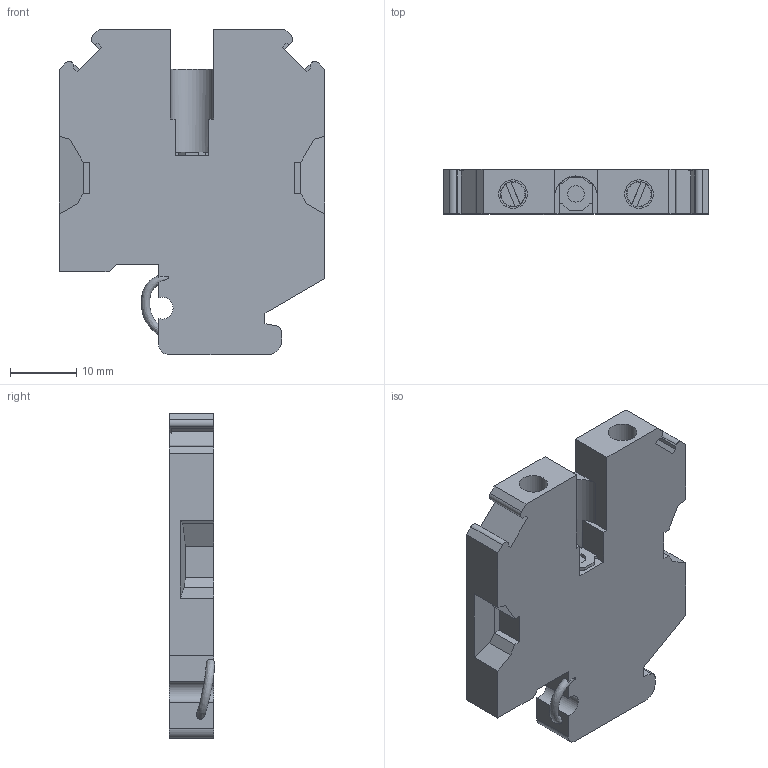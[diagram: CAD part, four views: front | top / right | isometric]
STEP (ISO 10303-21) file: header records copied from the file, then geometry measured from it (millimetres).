
FILE_DESCRIPTION(/* description */ ('Unknown'),/* implementation_level */ '2;1');
FILE_NAME(/* name */ 'CUT4_3D_SOLID',/* time_stamp */ '2024-12-11T13:53:39+05:00',/* author */ ('Unknown'),/* organization */ ('Unknown'),/* preprocessor_version */ 'ST-DEVELOPER v16.7',/* originating_system */ 'Solid Edge',/* authorisation */ 'Unknown');
FILE_SCHEMA (('AUTOMOTIVE_DESIGN {1 0 10303 214 3 1 1}'));
Length unit declared in the file: millimetre
Products named in the file (1): CUT4_3D_SOLID
Bounding box: 40 x 6.81 x 49 mm (x, y, z)
Volume: 9807.7 mm3; surface area: 4893.6 mm2
Topology: 1 solids, 1 shells, 113 faces, 309 edges, 202 vertices
Faces by surface type: plane 98, cylinder 12, cone 2, bspline 1
Full cylindrical faces by diameter (mm): 2.459 x1, 4.3 x2
Entity records: 4598 total; most frequent: CARTESIAN_POINT 952, ORIENTED_EDGE 598, DIRECTION 553, EDGE_CURVE 299, LINE 249, VECTOR 249, VERTEX_POINT 198, AXIS2_PLACEMENT_3D 152
